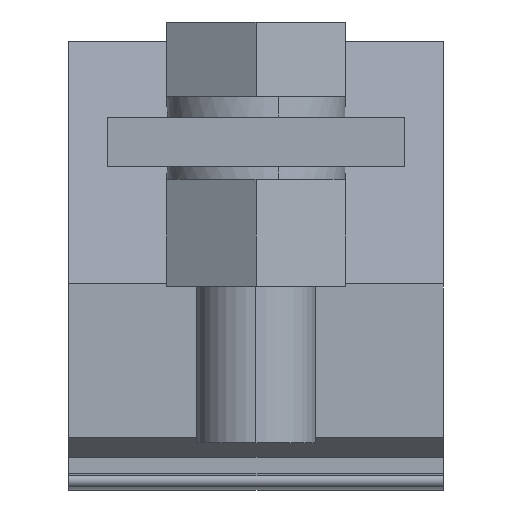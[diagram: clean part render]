
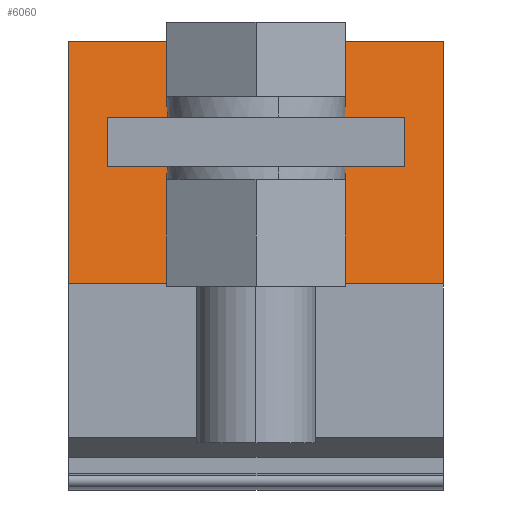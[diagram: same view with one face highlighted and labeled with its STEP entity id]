
A CAD part, front view. The second image highlights one B-rep face of the part: STEP entity #6060.
In plain terms, the highlighted face is planar.
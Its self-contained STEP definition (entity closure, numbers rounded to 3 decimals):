
#60=CARTESIAN_POINT('',(-10.704,0.,2.6));
#70=DIRECTION('',(0.174,-0.985,0.));
#80=VECTOR('',#70,1.);
#90=LINE('',#60,#80);
#100=CARTESIAN_POINT('',(-83.628,413.574,2.6));
#110=VERTEX_POINT('',#100);
#120=CARTESIAN_POINT('',(-79.308,389.074,2.6));
#130=VERTEX_POINT('',#120);
#140=EDGE_CURVE('',#110,#130,#90,.T.);
#2940=CARTESIAN_POINT('',(-79.308,389.074,40.4));
#2950=VERTEX_POINT('',#2940);
#5310=CARTESIAN_POINT('',(-83.628,413.574,40.4));
#5320=VERTEX_POINT('',#5310);
#5350=CARTESIAN_POINT('',(-10.704,0.,40.4));
#5360=DIRECTION('',(0.174,-0.985,0.));
#5370=VECTOR('',#5360,1.);
#5380=LINE('',#5350,#5370);
#5390=EDGE_CURVE('',#5320,#2950,#5380,.T.);
#5510=CARTESIAN_POINT('',(-79.308,389.074,46.9));
#5520=DIRECTION('',(0.985,0.174,0.));
#5530=DIRECTION('',(0.174,-0.985,0.));
#5540=AXIS2_PLACEMENT_3D('',#5510,#5520,#5530);
#5550=PLANE('',#5540);
#5560=CARTESIAN_POINT('',(-10.704,0.,6.5));
#5570=DIRECTION('',(-0.174,0.985,0.));
#5580=VECTOR('',#5570,1.);
#5590=LINE('',#5560,#5580);
#5600=CARTESIAN_POINT('',(-81.398,400.924,6.5));
#5610=VERTEX_POINT('',#5600);
#5620=CARTESIAN_POINT('',(-82.279,405.924,6.5));
#5630=VERTEX_POINT('',#5620);
#5640=EDGE_CURVE('',#5610,#5630,#5590,.T.);
#5650=ORIENTED_EDGE('',*,*,#5640,.F.);
#5660=CARTESIAN_POINT('',(-82.279,405.924,0.));
#5670=DIRECTION('',(0.,0.,-1.));
#5680=VECTOR('',#5670,1.);
#5690=LINE('',#5660,#5680);
#5700=CARTESIAN_POINT('',(-82.279,405.924,36.5));
#5710=VERTEX_POINT('',#5700);
#5720=EDGE_CURVE('',#5710,#5630,#5690,.T.);
#5730=ORIENTED_EDGE('',*,*,#5720,.T.);
#5740=CARTESIAN_POINT('',(-10.704,0.,36.5));
#5750=DIRECTION('',(0.174,-0.985,0.));
#5760=VECTOR('',#5750,1.);
#5770=LINE('',#5740,#5760);
#5780=CARTESIAN_POINT('',(-81.398,400.924,36.5));
#5790=VERTEX_POINT('',#5780);
#5800=EDGE_CURVE('',#5710,#5790,#5770,.T.);
#5810=ORIENTED_EDGE('',*,*,#5800,.F.);
#5820=CARTESIAN_POINT('',(-81.398,400.924,0.));
#5830=DIRECTION('',(0.,0.,-1.));
#5840=VECTOR('',#5830,1.);
#5850=LINE('',#5820,#5840);
#5860=EDGE_CURVE('',#5790,#5610,#5850,.T.);
#5870=ORIENTED_EDGE('',*,*,#5860,.F.);
#5880=EDGE_LOOP('',(#5870,#5810,#5730,#5650));
#5890=FACE_BOUND('',#5880,.T.);
#5900=ORIENTED_EDGE('',*,*,#5390,.T.);
#5910=CARTESIAN_POINT('',(-83.628,413.574,0.));
#5920=DIRECTION('',(0.,0.,-1.));
#5930=VECTOR('',#5920,1.);
#5940=LINE('',#5910,#5930);
#5950=EDGE_CURVE('',#5320,#110,#5940,.T.);
#5960=ORIENTED_EDGE('',*,*,#5950,.F.);
#5970=ORIENTED_EDGE('',*,*,#140,.F.);
#5980=CARTESIAN_POINT('',(-79.308,389.074,0.));
#5990=DIRECTION('',(0.,0.,1.));
#6000=VECTOR('',#5990,1.);
#6010=LINE('',#5980,#6000);
#6020=EDGE_CURVE('',#130,#2950,#6010,.T.);
#6030=ORIENTED_EDGE('',*,*,#6020,.F.);
#6040=EDGE_LOOP('',(#6030,#5970,#5960,#5900));
#6050=FACE_OUTER_BOUND('',#6040,.T.);
#6060=ADVANCED_FACE('',(#5890,#6050),#5550,.T.);
